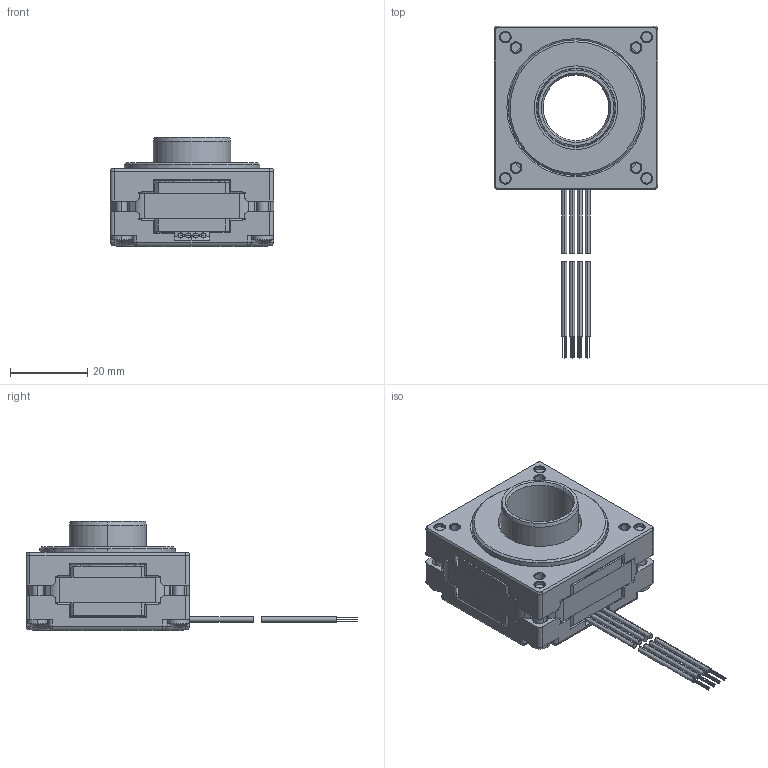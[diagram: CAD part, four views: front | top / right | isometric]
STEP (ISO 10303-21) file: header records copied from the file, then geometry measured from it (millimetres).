
FILE_DESCRIPTION((''),'2;1');
FILE_NAME('4611110064832_ASM','2024-04-16T17:13:20',('ms26442'),(''),'CREO PARAMETRIC BY PTC INC, 2018100','CREO PARAMETRIC BY PTC INC, 2018100','');
FILE_SCHEMA(('CONFIG_CONTROL_DESIGN'));
Products named in the file (71): 4613102101722; 3698153001049; 3698153001050; 4613104026747_ASM; 4634140203854; 4613103016589_ASM; 4219121306413; 4331101001003; 4333201502497; 4613106101004_AF1; 4693220001277_AF50; 4693220001277_AF51; 4693220001277_AF52; 4693220001277_AF53; 4693220001277_AF54; 4693220001277_AF55; 4693220001277_AF56; 4693220001277_AF57; 4693220001277_AF58; 4693220001277_AF59; 4693220001277_AF60; 4693220001277_AF61; 4693220001277_AF62; 4693220001277_AF63; 4693220001277_AF64; 4693220001277_AF65; 4693220001277_AF66; 4693220001277_AF67; 4693220001277_AF68; 4693220001277_AF69; 4693220001277_AF70; 4693220001277_AF71; 4693220001277_AF72; 4693220001277_AF73; 4693220001277_AF74; 4693220001277_AF75; 4693220001277_AF76; 4693220001277_AF77; 4693220001277_AF78; 4693220001277_AF79 ...
Assembly tree (74 placements, depth 5):
  4611110064832_ASM
    4613153002207_ASM
      4613103016589_ASM
        4613104026747_ASM
          4613102101722
          3698153001049
          3698153001050
        4634140203854
      4219121306413
      4331101001003  x2
      4333201502497
      4613107115423_ASM
        4613107121418_AF0_ASM
          4613106101004_AF1
          4693220001277_AF50
          4693220001277_AF51
          4693220001277_AF52
          4693220001277_AF53
          4693220001277_AF54
          4693220001277_AF55
          4693220001277_AF56
          4693220001277_AF57
          4693220001277_AF58
          4693220001277_AF59
          4693220001277_AF60
          4693220001277_AF61
          4693220001277_AF62
          4693220001277_AF63
          4693220001277_AF64
          4693220001277_AF65
          4693220001277_AF66
          4693220001277_AF67
          4693220001277_AF68
          4693220001277_AF69
          4693220001277_AF70
          4693220001277_AF71
          4693220001277_AF72
          4693220001277_AF73
          4693220001277_AF74
          4693220001277_AF75
          4693220001277_AF76
          4693220001277_AF77
          4693220001277_AF78
          4693220001277_AF79
          4693220001277_AF80
          4693220001277_AF81
          4693220001277_AF82
          4693220001277_AF83
          4693220001277_AF84
          4693220001277_AF85
          4693220001277_AF86
          4693220001277_AF87
          4693220001277_AF88
          4693220001277_AF89
          4693220001277_AF90
          4693220001277_AF91
          4693220001277_AF92
          4693220001277_AF93
          4693220001277_AF94
          4693220001277_AF95
Bounding box: 42.2 x 85.7 x 28.15 mm (x, y, z)
Volume: 22805.8 mm3; surface area: 35500.9 mm2
Topology: 76 solids, 92 shells, 2916 faces, 7813 edges, 5128 vertices
Faces by surface type: plane 1414, cylinder 1294, cone 142, torus 38, sphere 20, bspline 8
Entity records: 90901 total; most frequent: CARTESIAN_POINT 17556, DIRECTION 15807, ORIENTED_EDGE 14902, EDGE_CURVE 7485, AXIS2_PLACEMENT_3D 5654, VERTEX_POINT 4918, VECTOR 4499, LINE 4499
